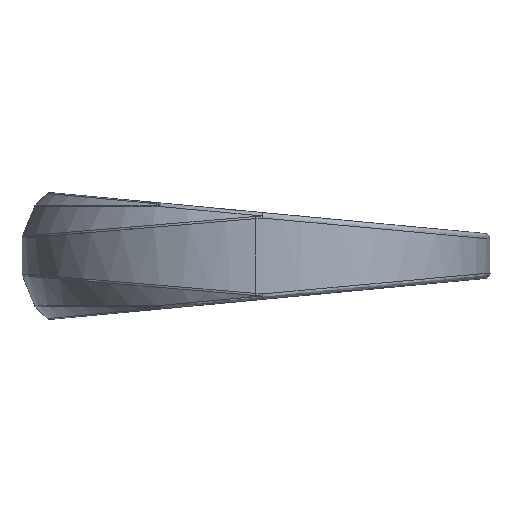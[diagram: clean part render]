
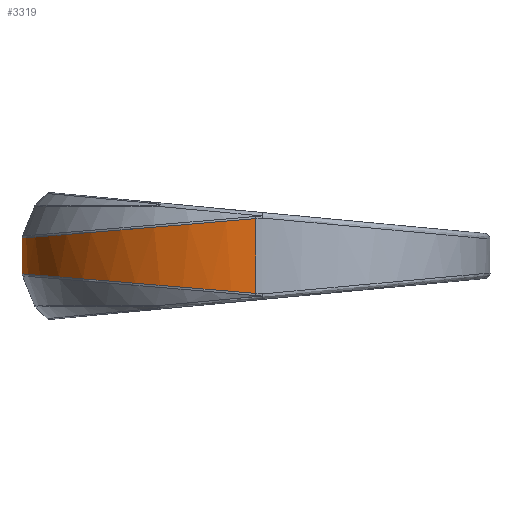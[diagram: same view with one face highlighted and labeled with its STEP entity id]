
A CAD part, left-side view. The second image highlights one B-rep face of the part: STEP entity #3319.
In plain terms, the highlighted free-form (B-spline) face has degree [2, 1] with [5, 2] control points.
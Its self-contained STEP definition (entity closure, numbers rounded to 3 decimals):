
#2928 = VERTEX_POINT('',#2929);
#2929 = CARTESIAN_POINT('',(12.523,0.442,
    -2.002));
#2983 = EDGE_CURVE('',#2928,#2984,#2986,.T.);
#2984 = VERTEX_POINT('',#2985);
#2985 = CARTESIAN_POINT('',(12.523,0.442,2.002
    ));
#2986 = B_SPLINE_CURVE_WITH_KNOTS('',1,(#2987,#2988),.UNSPECIFIED.,.F.,
  .F.,(2,2),(0.,3.397),.PIECEWISE_BEZIER_KNOTS.);
#2987 = CARTESIAN_POINT('',(12.523,0.442,
    -2.002));
#2988 = CARTESIAN_POINT('',(12.523,0.442,2.002
    ));
#3060 = VERTEX_POINT('',#3061);
#3061 = CARTESIAN_POINT('',(-12.523,0.442,2.002
    ));
#3070 = EDGE_CURVE('',#3071,#3060,#3073,.T.);
#3071 = VERTEX_POINT('',#3072);
#3072 = CARTESIAN_POINT('',(-12.523,0.442,
    -2.002));
#3073 = B_SPLINE_CURVE_WITH_KNOTS('',1,(#3074,#3075),.UNSPECIFIED.,.F.,
  .F.,(2,2),(0.,3.397),.PIECEWISE_BEZIER_KNOTS.);
#3074 = CARTESIAN_POINT('',(-12.523,0.442,
    -2.002));
#3075 = CARTESIAN_POINT('',(-12.523,0.442,2.002
    ));
#3148 = EDGE_CURVE('',#2928,#3071,#3149,.T.);
#3149 = B_SPLINE_CURVE_WITH_KNOTS('',3,(#3150,#3151,#3152,#3153,#3154,
    #3155,#3156,#3157,#3158,#3159,#3160,#3161,#3162,#3163,#3164,#3165,
    #3166,#3167,#3168,#3169,#3170,#3171,#3172,#3173,#3174,#3175,#3176,
    #3177,#3178,#3179,#3180,#3181),.UNSPECIFIED.,.F.,.F.,(4,1,1,1,1,1,1,
    1,1,1,1,1,1,1,1,1,1,1,1,1,1,1,1,1,1,1,1,1,1,4),(0.,
    0.034,0.069,0.103,0.138,
    0.172,0.207,0.241,0.276,
    0.31,0.345,0.379,0.414,
    0.448,0.483,0.517,0.552,
    0.586,0.621,0.655,0.69,
    0.724,0.759,0.793,0.828,
    0.862,0.897,0.931,0.966,1.),
  .UNSPECIFIED.);
#3150 = CARTESIAN_POINT('',(12.523,0.442,
    -2.002));
#3151 = CARTESIAN_POINT('',(12.523,0.687,
    -1.981));
#3152 = CARTESIAN_POINT('',(12.508,1.196,
    -1.938));
#3153 = CARTESIAN_POINT('',(12.438,1.979,
    -1.872));
#3154 = CARTESIAN_POINT('',(12.294,2.892,
    -1.794));
#3155 = CARTESIAN_POINT('',(12.06,3.869,
    -1.712));
#3156 = CARTESIAN_POINT('',(11.711,4.931,
    -1.622));
#3157 = CARTESIAN_POINT('',(11.199,6.102,
    -1.524));
#3158 = CARTESIAN_POINT('',(10.473,7.364,
    -1.418));
#3159 = CARTESIAN_POINT('',(9.51,8.647,
    -1.311));
#3160 = CARTESIAN_POINT('',(8.303,9.87,
    -1.21));
#3161 = CARTESIAN_POINT('',(6.922,10.926,
    -1.122));
#3162 = CARTESIAN_POINT('',(5.414,11.778,-1.052
    ));
#3163 = CARTESIAN_POINT('',(3.801,12.416,-1.
    ));
#3164 = CARTESIAN_POINT('',(2.116,12.825,
    -0.966));
#3165 = CARTESIAN_POINT('',(0.391,12.999,
    -0.952));
#3166 = CARTESIAN_POINT('',(-1.341,12.933,
    -0.957));
#3167 = CARTESIAN_POINT('',(-3.05,12.629,
    -0.982));
#3168 = CARTESIAN_POINT('',(-4.698,12.093,
    -1.026));
#3169 = CARTESIAN_POINT('',(-6.26,11.335,
    -1.089));
#3170 = CARTESIAN_POINT('',(-7.702,10.365,
    -1.169));
#3171 = CARTESIAN_POINT('',(-8.939,9.261,
    -1.26));
#3172 = CARTESIAN_POINT('',(-9.935,8.111,
    -1.356));
#3173 = CARTESIAN_POINT('',(-10.71,6.975,
    -1.451));
#3174 = CARTESIAN_POINT('',(-11.29,5.9,
    -1.541));
#3175 = CARTESIAN_POINT('',(-11.717,4.902,
    -1.625));
#3176 = CARTESIAN_POINT('',(-12.032,3.957,
    -1.704));
#3177 = CARTESIAN_POINT('',(-12.252,3.081,
    -1.778));
#3178 = CARTESIAN_POINT('',(-12.397,2.277,
    -1.846));
#3179 = CARTESIAN_POINT('',(-12.494,1.441,
    -1.917));
#3180 = CARTESIAN_POINT('',(-12.523,0.786,
    -1.973));
#3181 = CARTESIAN_POINT('',(-12.523,0.442,
    -2.002));
#3319 = ADVANCED_FACE('',(#3320),#3360,.T.);
#3320 = FACE_BOUND('',#3321,.T.);
#3321 = EDGE_LOOP('',(#3322,#3323,#3358,#3359));
#3322 = ORIENTED_EDGE('',*,*,#3070,.T.);
#3323 = ORIENTED_EDGE('',*,*,#3324,.T.);
#3324 = EDGE_CURVE('',#3060,#2984,#3325,.T.);
#3325 = B_SPLINE_CURVE_WITH_KNOTS('',3,(#3326,#3327,#3328,#3329,#3330,
    #3331,#3332,#3333,#3334,#3335,#3336,#3337,#3338,#3339,#3340,#3341,
    #3342,#3343,#3344,#3345,#3346,#3347,#3348,#3349,#3350,#3351,#3352,
    #3353,#3354,#3355,#3356,#3357),.UNSPECIFIED.,.F.,.F.,(4,1,1,1,1,1,1,
    1,1,1,1,1,1,1,1,1,1,1,1,1,1,1,1,1,1,1,1,1,1,4),(0.,
    0.034,0.069,0.103,0.138,
    0.172,0.207,0.241,0.276,
    0.31,0.345,0.379,0.414,
    0.448,0.483,0.517,0.552,
    0.586,0.621,0.655,0.69,
    0.724,0.759,0.793,0.828,
    0.862,0.897,0.931,0.966,1.),
  .UNSPECIFIED.);
#3326 = CARTESIAN_POINT('',(-12.523,0.442,2.002
    ));
#3327 = CARTESIAN_POINT('',(-12.523,0.677,
    1.982));
#3328 = CARTESIAN_POINT('',(-12.509,1.166,1.941
    ));
#3329 = CARTESIAN_POINT('',(-12.445,1.917,
    1.877));
#3330 = CARTESIAN_POINT('',(-12.312,2.796,
    1.802));
#3331 = CARTESIAN_POINT('',(-12.095,3.739,
    1.723));
#3332 = CARTESIAN_POINT('',(-11.774,4.759,
    1.637));
#3333 = CARTESIAN_POINT('',(-11.305,5.881,
    1.543));
#3334 = CARTESIAN_POINT('',(-10.639,7.102,
    1.44));
#3335 = CARTESIAN_POINT('',(-9.742,8.367,
    1.335));
#3336 = CARTESIAN_POINT('',(-8.592,9.607,
    1.232));
#3337 = CARTESIAN_POINT('',(-7.245,10.706,
    1.141));
#3338 = CARTESIAN_POINT('',(-5.765,11.604,
    1.066));
#3339 = CARTESIAN_POINT('',(-4.175,12.291,
    1.01));
#3340 = CARTESIAN_POINT('',(-2.506,12.752,
    0.972));
#3341 = CARTESIAN_POINT('',(-0.79,12.98,
    0.953));
#3342 = CARTESIAN_POINT('',(0.942,12.969,
    0.954));
#3343 = CARTESIAN_POINT('',(2.656,12.721,
    0.974));
#3344 = CARTESIAN_POINT('',(4.32,12.238,
    1.014));
#3345 = CARTESIAN_POINT('',(5.9,11.533,
    1.072));
#3346 = CARTESIAN_POINT('',(7.376,10.611,
    1.149));
#3347 = CARTESIAN_POINT('',(8.671,9.526,1.238
    ));
#3348 = CARTESIAN_POINT('',(9.735,8.368,1.335
    ));
#3349 = CARTESIAN_POINT('',(10.57,7.204,
    1.432));
#3350 = CARTESIAN_POINT('',(11.197,6.092,
    1.525));
#3351 = CARTESIAN_POINT('',(11.657,5.06,
    1.611));
#3352 = CARTESIAN_POINT('',(11.995,4.085,
    1.693));
#3353 = CARTESIAN_POINT('',(12.231,3.18,1.77
    ));
#3354 = CARTESIAN_POINT('',(12.387,2.347,
    1.84));
#3355 = CARTESIAN_POINT('',(12.492,1.48,
    1.914));
#3356 = CARTESIAN_POINT('',(12.523,0.8,1.972
    ));
#3357 = CARTESIAN_POINT('',(12.523,0.442,2.002
    ));
#3358 = ORIENTED_EDGE('',*,*,#2983,.F.);
#3359 = ORIENTED_EDGE('',*,*,#3148,.T.);
#3360 = ( BOUNDED_SURFACE() B_SPLINE_SURFACE(2,1,(
    (#3361,#3362)
    ,(#3363,#3364)
    ,(#3365,#3366)
    ,(#3367,#3368)
    ,(#3369,#3370
)),.UNSPECIFIED.,.F.,.F.,.F.) B_SPLINE_SURFACE_WITH_KNOTS((3,2,3),(2,2),
  (0.,1.571,3.142),(1.301,4.699),
.PIECEWISE_BEZIER_KNOTS.) GEOMETRIC_REPRESENTATION_ITEM() 
RATIONAL_B_SPLINE_SURFACE((
    (1.,1.)
    ,(0.707,0.707)
    ,(1.,1.)
    ,(0.707,0.707)
,(1.,1.))) REPRESENTATION_ITEM('') SURFACE() );
#3361 = CARTESIAN_POINT('',(12.523,0.442,
    -2.002));
#3362 = CARTESIAN_POINT('',(12.523,0.442,2.002
    ));
#3363 = CARTESIAN_POINT('',(12.523,12.965,
    -2.002));
#3364 = CARTESIAN_POINT('',(12.523,12.965,
    2.002));
#3365 = CARTESIAN_POINT('',(0.,12.965,
    -2.002));
#3366 = CARTESIAN_POINT('',(0.,12.965,
    2.002));
#3367 = CARTESIAN_POINT('',(-12.523,12.965,
    -2.002));
#3368 = CARTESIAN_POINT('',(-12.523,12.965,
    2.002));
#3369 = CARTESIAN_POINT('',(-12.523,0.442,
    -2.002));
#3370 = CARTESIAN_POINT('',(-12.523,0.442,2.002
    ));
